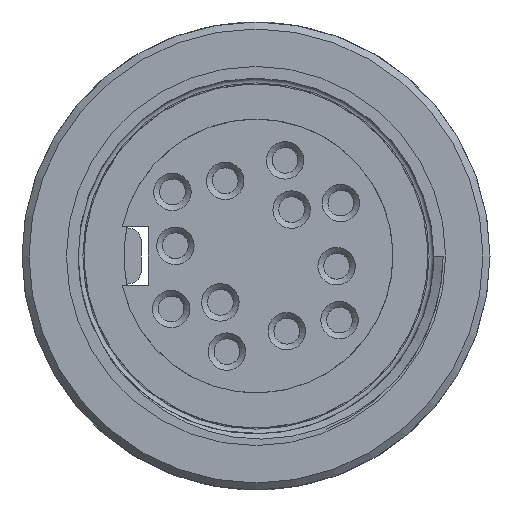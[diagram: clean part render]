
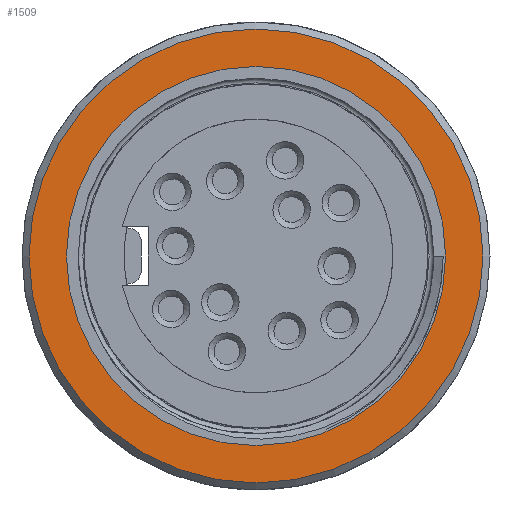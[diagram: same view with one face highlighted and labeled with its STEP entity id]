
A CAD part, front view. The second image highlights one B-rep face of the part: STEP entity #1509.
In plain terms, the highlighted planar face has unit normal (0, -1, 0).
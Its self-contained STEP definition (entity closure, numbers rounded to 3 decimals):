
#829=FACE_BOUND('',#2311,.T.);
#830=FACE_BOUND('',#2312,.T.);
#1257=CIRCLE('',#6975,9.7);
#1258=CIRCLE('',#6977,8.1);
#1509=ADVANCED_FACE('',(#829,#830),#1783,.F.);
#1783=PLANE('',#6978);
#2311=EDGE_LOOP('',(#3763));
#2312=EDGE_LOOP('',(#3764));
#3763=ORIENTED_EDGE('',*,*,#5914,.F.);
#3764=ORIENTED_EDGE('',*,*,#5913,.T.);
#5178=VERTEX_POINT('',#13337);
#5179=VERTEX_POINT('',#13340);
#5913=EDGE_CURVE('',#5178,#5178,#1257,.T.);
#5914=EDGE_CURVE('',#5179,#5179,#1258,.T.);
#6975=AXIS2_PLACEMENT_3D('',#13336,#7978,#7979);
#6977=AXIS2_PLACEMENT_3D('',#13339,#7982,#7983);
#6978=AXIS2_PLACEMENT_3D('',#13341,#7984,#7985);
#7978=DIRECTION('',(0.,-1.,0.));
#7979=DIRECTION('',(1.,0.,0.));
#7982=DIRECTION('',(0.,-1.,0.));
#7983=DIRECTION('',(1.,0.,0.));
#7984=DIRECTION('',(0.,1.,0.));
#7985=DIRECTION('',(-1.,0.,0.));
#13336=CARTESIAN_POINT('',(0.596,-24.756,0.));
#13337=CARTESIAN_POINT('',(10.296,-24.756,0.));
#13339=CARTESIAN_POINT('',(0.596,-24.756,0.));
#13340=CARTESIAN_POINT('',(8.696,-24.756,0.));
#13341=CARTESIAN_POINT('',(10.296,-24.756,0.));
